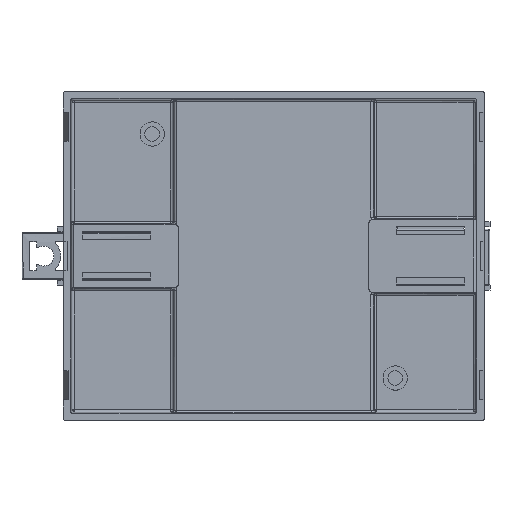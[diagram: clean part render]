
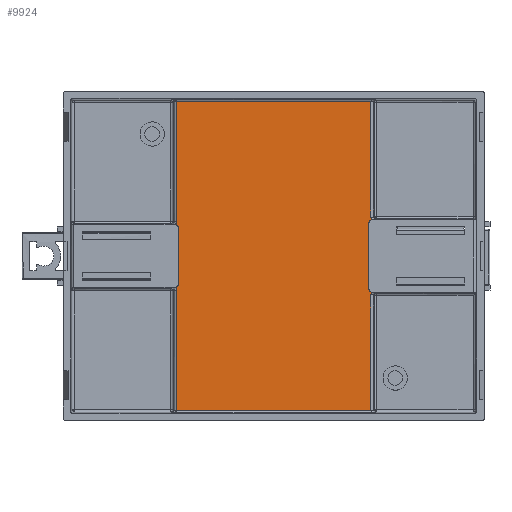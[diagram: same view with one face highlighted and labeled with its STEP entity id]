
A CAD part, top view. The second image highlights one B-rep face of the part: STEP entity #9924.
In plain terms, the highlighted planar face has unit normal (0, 0, 1).
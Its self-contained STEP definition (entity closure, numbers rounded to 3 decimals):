
#178=ELLIPSE('',#10913,0.867,0.751);
#179=ELLIPSE('',#10914,0.867,0.751);
#180=ELLIPSE('',#10915,0.867,0.751);
#181=ELLIPSE('',#10916,0.867,0.751);
#281=B_SPLINE_CURVE_WITH_KNOTS('',3,(#20259,#20260,#20261,#20262,#20263,
#20264,#20265),.UNSPECIFIED.,.F.,.F.,(4,3,4),(0.,0.5,1.),
 .UNSPECIFIED.);
#282=B_SPLINE_CURVE_WITH_KNOTS('',3,(#20268,#20269,#20270,#20271,#20272,
#20273,#20274),.UNSPECIFIED.,.F.,.F.,(4,3,4),(0.,0.5,1.),
 .UNSPECIFIED.);
#283=B_SPLINE_CURVE_WITH_KNOTS('',3,(#20282,#20283,#20284,#20285,#20286,
#20287,#20288),.UNSPECIFIED.,.F.,.F.,(4,3,4),(0.,0.5,1.),
 .UNSPECIFIED.);
#284=B_SPLINE_CURVE_WITH_KNOTS('',3,(#20296,#20297,#20298,#20299,#20300,
#20301,#20302),.UNSPECIFIED.,.F.,.F.,(4,3,4),(0.,0.5,
1.),.UNSPECIFIED.);
#600=PLANE('',#10912);
#1102=FACE_OUTER_BOUND('',#1686,.T.);
#1686=EDGE_LOOP('',(#8874,#8875,#8876,#8877,#8878,#8879,#8880,#8881,#8882,
#8883,#8884,#8885,#8886,#8887,#8888,#8889,#8890,#8891,#8892,#8893));
#2623=LINE('',#16932,#3561);
#2643=LINE('',#18325,#3581);
#2650=LINE('',#19408,#3588);
#2655=LINE('',#19707,#3593);
#2666=LINE('',#20276,#3604);
#2667=LINE('',#20281,#3605);
#2668=LINE('',#20290,#3606);
#2669=LINE('',#20295,#3607);
#3561=VECTOR('',#13379,1000.);
#3581=VECTOR('',#13465,1000.);
#3588=VECTOR('',#13504,1000.);
#3593=VECTOR('',#13549,1000.);
#3604=VECTOR('',#13598,10.);
#3605=VECTOR('',#13603,1000.);
#3606=VECTOR('',#13604,1000.);
#3607=VECTOR('',#13609,1000.);
#3916=CIRCLE('',#10823,1.);
#3917=CIRCLE('',#10826,1.);
#3930=CIRCLE('',#10892,1.);
#3931=CIRCLE('',#10895,1.);
#4740=VERTEX_POINT('',#16919);
#4741=VERTEX_POINT('',#16926);
#4742=VERTEX_POINT('',#16931);
#4743=VERTEX_POINT('',#16935);
#4781=VERTEX_POINT('',#18323);
#4782=VERTEX_POINT('',#18324);
#4797=VERTEX_POINT('',#19387);
#4798=VERTEX_POINT('',#19407);
#4805=VERTEX_POINT('',#19694);
#4806=VERTEX_POINT('',#19701);
#4807=VERTEX_POINT('',#19706);
#4808=VERTEX_POINT('',#19710);
#4820=VERTEX_POINT('',#20252);
#4821=VERTEX_POINT('',#20267);
#4822=VERTEX_POINT('',#20275);
#4823=VERTEX_POINT('',#20278);
#4824=VERTEX_POINT('',#20280);
#4825=VERTEX_POINT('',#20289);
#4826=VERTEX_POINT('',#20292);
#4827=VERTEX_POINT('',#20294);
#6080=EDGE_CURVE('',#4740,#4741,#3916,.T.);
#6083=EDGE_CURVE('',#4741,#4742,#2623,.T.);
#6085=EDGE_CURVE('',#4742,#4743,#3917,.T.);
#6141=EDGE_CURVE('',#4781,#4782,#2643,.T.);
#6172=EDGE_CURVE('',#4798,#4797,#2650,.T.);
#6186=EDGE_CURVE('',#4805,#4806,#3930,.T.);
#6189=EDGE_CURVE('',#4806,#4807,#2655,.T.);
#6191=EDGE_CURVE('',#4807,#4808,#3931,.T.);
#6217=EDGE_CURVE('',#4820,#4740,#281,.T.);
#6218=EDGE_CURVE('',#4821,#4805,#282,.T.);
#6219=EDGE_CURVE('',#4822,#4821,#2666,.T.);
#6220=EDGE_CURVE('',#4798,#4822,#178,.T.);
#6221=EDGE_CURVE('',#4823,#4797,#179,.T.);
#6222=EDGE_CURVE('',#4824,#4823,#2667,.T.);
#6223=EDGE_CURVE('',#4743,#4824,#283,.T.);
#6224=EDGE_CURVE('',#4825,#4820,#2668,.T.);
#6225=EDGE_CURVE('',#4781,#4825,#180,.T.);
#6226=EDGE_CURVE('',#4826,#4782,#181,.T.);
#6227=EDGE_CURVE('',#4827,#4826,#2669,.T.);
#6228=EDGE_CURVE('',#4808,#4827,#284,.T.);
#8874=ORIENTED_EDGE('',*,*,#6186,.F.);
#8875=ORIENTED_EDGE('',*,*,#6218,.F.);
#8876=ORIENTED_EDGE('',*,*,#6219,.F.);
#8877=ORIENTED_EDGE('',*,*,#6220,.F.);
#8878=ORIENTED_EDGE('',*,*,#6172,.T.);
#8879=ORIENTED_EDGE('',*,*,#6221,.F.);
#8880=ORIENTED_EDGE('',*,*,#6222,.F.);
#8881=ORIENTED_EDGE('',*,*,#6223,.F.);
#8882=ORIENTED_EDGE('',*,*,#6085,.F.);
#8883=ORIENTED_EDGE('',*,*,#6083,.F.);
#8884=ORIENTED_EDGE('',*,*,#6080,.F.);
#8885=ORIENTED_EDGE('',*,*,#6217,.F.);
#8886=ORIENTED_EDGE('',*,*,#6224,.F.);
#8887=ORIENTED_EDGE('',*,*,#6225,.F.);
#8888=ORIENTED_EDGE('',*,*,#6141,.T.);
#8889=ORIENTED_EDGE('',*,*,#6226,.F.);
#8890=ORIENTED_EDGE('',*,*,#6227,.F.);
#8891=ORIENTED_EDGE('',*,*,#6228,.F.);
#8892=ORIENTED_EDGE('',*,*,#6191,.F.);
#8893=ORIENTED_EDGE('',*,*,#6189,.F.);
#9924=ADVANCED_FACE('',(#1102),#600,.F.);
#10823=AXIS2_PLACEMENT_3D('',#16927,#13373,#13374);
#10826=AXIS2_PLACEMENT_3D('',#16936,#13383,#13384);
#10892=AXIS2_PLACEMENT_3D('',#19702,#13543,#13544);
#10895=AXIS2_PLACEMENT_3D('',#19711,#13553,#13554);
#10912=AXIS2_PLACEMENT_3D('',#20266,#13596,#13597);
#10913=AXIS2_PLACEMENT_3D('',#20277,#13599,#13600);
#10914=AXIS2_PLACEMENT_3D('',#20279,#13601,#13602);
#10915=AXIS2_PLACEMENT_3D('',#20291,#13605,#13606);
#10916=AXIS2_PLACEMENT_3D('',#20293,#13607,#13608);
#13373=DIRECTION('center_axis',(0.,0.,
1.));
#13374=DIRECTION('ref_axis',(-1.,0.,0.));
#13379=DIRECTION('',(0.,-1.,0.));
#13383=DIRECTION('center_axis',(0.,0.,1.));
#13384=DIRECTION('ref_axis',(1.,0.,0.));
#13465=DIRECTION('',(-1.,0.,0.));
#13504=DIRECTION('',(1.,0.,0.));
#13543=DIRECTION('center_axis',(0.,0.,
1.));
#13544=DIRECTION('ref_axis',(1.,0.,0.));
#13549=DIRECTION('',(0.,1.,0.));
#13553=DIRECTION('center_axis',(0.,0.,
1.));
#13554=DIRECTION('ref_axis',(0.308,0.951,0.));
#13596=DIRECTION('center_axis',(0.,0.,-1.));
#13597=DIRECTION('ref_axis',(0.,-1.,0.));
#13598=DIRECTION('',(0.,1.,0.));
#13599=DIRECTION('center_axis',(0.,0.,
1.));
#13600=DIRECTION('ref_axis',(0.02,-1.,0.));
#13601=DIRECTION('center_axis',(0.,0.,1.));
#13602=DIRECTION('ref_axis',(0.035,-0.999,0.));
#13603=DIRECTION('',(0.,-1.,0.));
#13604=DIRECTION('',(0.,-1.,0.));
#13605=DIRECTION('center_axis',(0.,0.,1.));
#13606=DIRECTION('ref_axis',(-0.035,-0.999,0.));
#13607=DIRECTION('center_axis',(0.,0.,1.));
#13608=DIRECTION('ref_axis',(0.035,-0.999,0.));
#13609=DIRECTION('',(0.,1.,0.));
#16919=CARTESIAN_POINT('',(40.455,17.458,0.949));
#16926=CARTESIAN_POINT('',(39.763,16.506,0.949));
#16927=CARTESIAN_POINT('Origin',(40.763,16.506,0.949));
#16931=CARTESIAN_POINT('',(39.763,3.506,0.949));
#16932=CARTESIAN_POINT('',(39.763,16.506,0.949));
#16935=CARTESIAN_POINT('',(40.455,2.555,0.949));
#16936=CARTESIAN_POINT('Origin',(40.763,3.506,0.949));
#18323=CARTESIAN_POINT('',(40.281,41.801,0.949));
#18324=CARTESIAN_POINT('',(0.245,41.801,0.949));
#18325=CARTESIAN_POINT('',(41.498,41.801,0.949));
#19387=CARTESIAN_POINT('',(40.281,-21.788,0.949));
#19407=CARTESIAN_POINT('',(0.245,-21.788,0.949));
#19408=CARTESIAN_POINT('',(-0.972,-21.788,0.949));
#19694=CARTESIAN_POINT('',(0.071,3.555,0.949));
#19701=CARTESIAN_POINT('',(0.763,4.506,0.949));
#19702=CARTESIAN_POINT('Origin',(-0.237,4.506,0.949));
#19706=CARTESIAN_POINT('',(0.763,15.506,0.949));
#19707=CARTESIAN_POINT('',(0.763,15.506,0.949));
#19710=CARTESIAN_POINT('',(0.071,16.458,0.949));
#19711=CARTESIAN_POINT('Origin',(-0.237,15.506,0.949));
#20252=CARTESIAN_POINT('',(40.28,18.023,0.949));
#20259=CARTESIAN_POINT('Ctrl Pts',(40.28,18.023,0.949));
#20260=CARTESIAN_POINT('Ctrl Pts',(40.28,17.923,0.949));
#20261=CARTESIAN_POINT('Ctrl Pts',(40.295,17.823,0.949));
#20262=CARTESIAN_POINT('Ctrl Pts',(40.325,17.727,0.949));
#20263=CARTESIAN_POINT('Ctrl Pts',(40.354,17.632,0.949));
#20264=CARTESIAN_POINT('Ctrl Pts',(40.398,17.541,0.949));
#20265=CARTESIAN_POINT('Ctrl Pts',(40.455,17.458,0.949));
#20266=CARTESIAN_POINT('Origin',(-0.172,41.801,0.949));
#20267=CARTESIAN_POINT('',(0.246,2.99,0.949));
#20268=CARTESIAN_POINT('Ctrl Pts',(0.246,2.99,0.949));
#20269=CARTESIAN_POINT('Ctrl Pts',(0.246,3.09,0.949));
#20270=CARTESIAN_POINT('Ctrl Pts',(0.231,3.19,0.949));
#20271=CARTESIAN_POINT('Ctrl Pts',(0.201,3.286,0.949));
#20272=CARTESIAN_POINT('Ctrl Pts',(0.172,3.381,0.949));
#20273=CARTESIAN_POINT('Ctrl Pts',(0.127,3.472,0.949));
#20274=CARTESIAN_POINT('Ctrl Pts',(0.071,3.555,
0.949));
#20275=CARTESIAN_POINT('',(0.246,-21.755,0.949));
#20276=CARTESIAN_POINT('',(0.246,-21.755,0.949));
#20277=CARTESIAN_POINT('Origin',(-0.506,-21.75,0.949));
#20278=CARTESIAN_POINT('',(40.28,-21.755,0.949));
#20279=CARTESIAN_POINT('Origin',(41.031,-21.764,0.949));
#20280=CARTESIAN_POINT('',(40.28,1.99,0.949));
#20281=CARTESIAN_POINT('',(40.28,41.801,0.949));
#20282=CARTESIAN_POINT('Ctrl Pts',(40.455,2.555,0.949));
#20283=CARTESIAN_POINT('Ctrl Pts',(40.398,2.472,0.949));
#20284=CARTESIAN_POINT('Ctrl Pts',(40.354,2.381,0.949));
#20285=CARTESIAN_POINT('Ctrl Pts',(40.325,2.286,0.949));
#20286=CARTESIAN_POINT('Ctrl Pts',(40.295,2.19,0.949));
#20287=CARTESIAN_POINT('Ctrl Pts',(40.28,2.09,0.949));
#20288=CARTESIAN_POINT('Ctrl Pts',(40.28,1.99,0.949));
#20289=CARTESIAN_POINT('',(40.28,41.768,0.949));
#20290=CARTESIAN_POINT('',(40.28,41.801,0.949));
#20291=CARTESIAN_POINT('Origin',(41.031,41.776,0.949));
#20292=CARTESIAN_POINT('',(0.246,41.768,0.949));
#20293=CARTESIAN_POINT('Origin',(-0.505,41.776,0.949));
#20294=CARTESIAN_POINT('',(0.246,17.023,0.949));
#20295=CARTESIAN_POINT('',(0.246,41.801,0.949));
#20296=CARTESIAN_POINT('Ctrl Pts',(0.071,16.458,
0.949));
#20297=CARTESIAN_POINT('Ctrl Pts',(0.127,16.541,0.949));
#20298=CARTESIAN_POINT('Ctrl Pts',(0.172,16.632,0.949));
#20299=CARTESIAN_POINT('Ctrl Pts',(0.201,16.727,0.949));
#20300=CARTESIAN_POINT('Ctrl Pts',(0.231,16.823,0.949));
#20301=CARTESIAN_POINT('Ctrl Pts',(0.246,16.923,0.949));
#20302=CARTESIAN_POINT('Ctrl Pts',(0.246,17.023,0.949));
